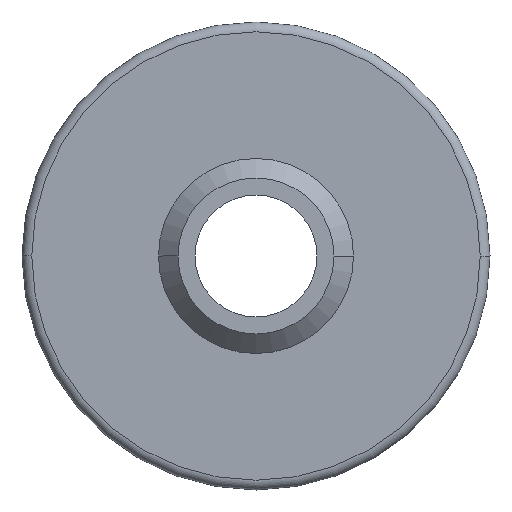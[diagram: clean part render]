
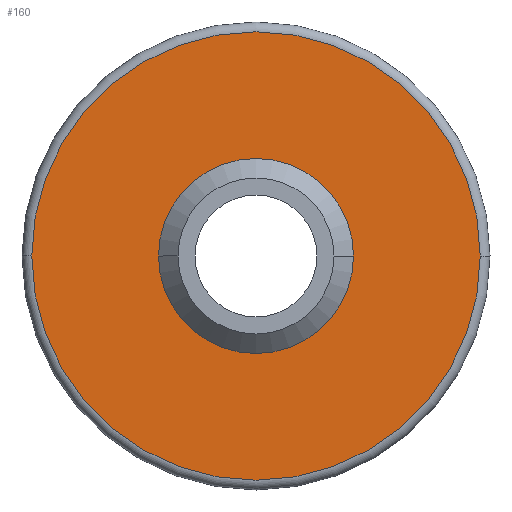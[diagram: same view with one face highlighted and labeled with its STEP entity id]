
A CAD part, front view. The second image highlights one B-rep face of the part: STEP entity #160.
In plain terms, the highlighted planar face has unit normal (0, -1, 0).
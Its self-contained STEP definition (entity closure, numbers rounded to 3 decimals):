
#119=CARTESIAN_POINT('Axis2P3D Location',(-5.,-23.,0.)) ;
#124=CARTESIAN_POINT('Axis2P3D Location',(0.,-23.,0.)) ;
#128=CARTESIAN_POINT('Vertex',(-11.5,-23.,0.)) ;
#130=CARTESIAN_POINT('Vertex',(11.5,-23.,0.)) ;
#133=CARTESIAN_POINT('Axis2P3D Location',(0.,-23.,0.)) ;
#142=CARTESIAN_POINT('Axis2P3D Location',(0.,-23.,0.)) ;
#146=CARTESIAN_POINT('Vertex',(-5.,-23.,0.)) ;
#148=CARTESIAN_POINT('Vertex',(5.,-23.,0.)) ;
#151=CARTESIAN_POINT('Axis2P3D Location',(0.,-23.,0.)) ;
#120=DIRECTION('Axis2P3D Direction',(-0.,1.,0.)) ;
#121=DIRECTION('Axis2P3D XDirection',(1.,0.,0.)) ;
#125=DIRECTION('Axis2P3D Direction',(-0.,1.,0.)) ;
#134=DIRECTION('Axis2P3D Direction',(-0.,1.,0.)) ;
#143=DIRECTION('Axis2P3D Direction',(-0.,1.,0.)) ;
#152=DIRECTION('Axis2P3D Direction',(-0.,1.,0.)) ;
#122=AXIS2_PLACEMENT_3D('Plane Axis2P3D',#119,#120,#121) ;
#126=AXIS2_PLACEMENT_3D('Circle Axis2P3D',#124,#125,$) ;
#135=AXIS2_PLACEMENT_3D('Circle Axis2P3D',#133,#134,$) ;
#144=AXIS2_PLACEMENT_3D('Circle Axis2P3D',#142,#143,$) ;
#153=AXIS2_PLACEMENT_3D('Circle Axis2P3D',#151,#152,$) ;
#139=ORIENTED_EDGE('',*,*,#132,.F.) ;
#140=ORIENTED_EDGE('',*,*,#137,.F.) ;
#157=ORIENTED_EDGE('',*,*,#150,.T.) ;
#158=ORIENTED_EDGE('',*,*,#155,.T.) ;
#159=FACE_BOUND('',#156,.T.) ;
#160=ADVANCED_FACE('PartBody',(#141,#159),#123,.F.) ;
#127=CIRCLE('generated circle',#126,11.5) ;
#136=CIRCLE('generated circle',#135,11.5) ;
#145=CIRCLE('generated circle',#144,5.) ;
#154=CIRCLE('generated circle',#153,5.) ;
#132=EDGE_CURVE('',#129,#131,#127,.T.) ;
#137=EDGE_CURVE('',#131,#129,#136,.T.) ;
#150=EDGE_CURVE('',#147,#149,#145,.T.) ;
#155=EDGE_CURVE('',#149,#147,#154,.T.) ;
#138=EDGE_LOOP('',(#139,#140)) ;
#156=EDGE_LOOP('',(#157,#158)) ;
#141=FACE_OUTER_BOUND('',#138,.T.) ;
#123=PLANE('',#122) ;
#129=VERTEX_POINT('',#128) ;
#131=VERTEX_POINT('',#130) ;
#147=VERTEX_POINT('',#146) ;
#149=VERTEX_POINT('',#148) ;
